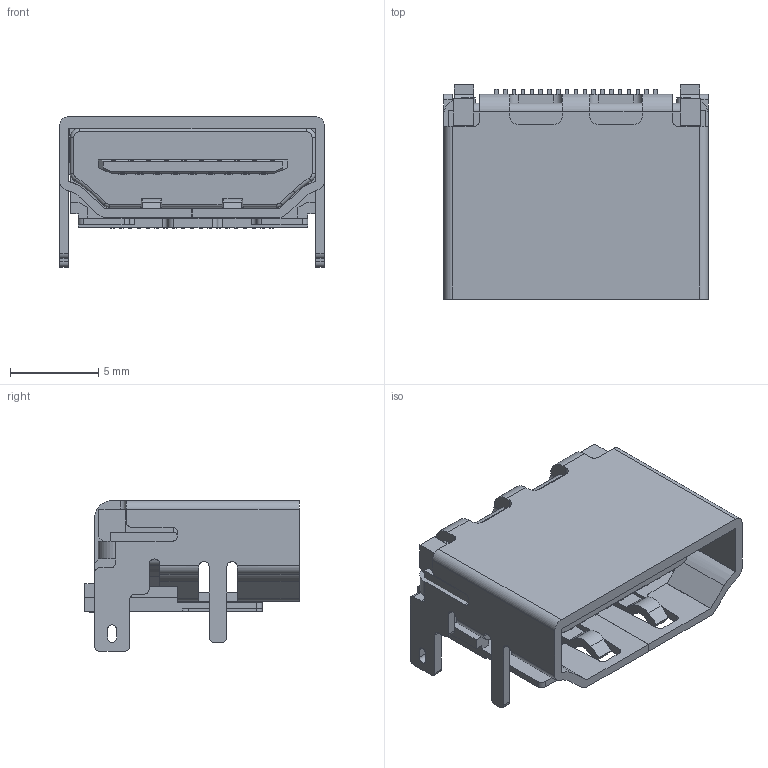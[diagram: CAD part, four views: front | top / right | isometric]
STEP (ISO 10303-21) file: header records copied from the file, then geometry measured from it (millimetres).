
FILE_DESCRIPTION(/* description */ (''),/* implementation_level */ '2;1');
FILE_NAME(/* name */ '1.stp',/* time_stamp */ '2021-04-11T14:18:35+02:00',/* author */ ('k'),/* organization */ (''),/* preprocessor_version */ 'ST-DEVELOPER v15.6',/* originating_system */ 'Autodesk Inventor 2015',/* authorisation */ '');
FILE_SCHEMA (('AUTOMOTIVE_DESIGN { 1 0 10303 214 3 1 1 }'));
Length unit declared in the file: millimetre
Products named in the file (10): 685119134923_Housing; 685119134923_Shielding; 685119134923_Pin1; 685119134923_Pin2; 1; 2; Wurth Elektonik Logo 1; Wurth Elektonik Logo; Download_STP_685119134923 (rev1)
Bounding box: 15 x 12.15 x 8.53 mm (x, y, z)
Volume: 522.7 mm3; surface area: 1904.3 mm2
Topology: 61 solids, 61 shells, 1405 faces, 3808 edges, 2480 vertices
Faces by surface type: plane 975, cylinder 329, bspline 93, torus 8
Entity records: 27971 total; most frequent: CARTESIAN_POINT 5715, ORIENTED_EDGE 4754, DIRECTION 4199, EDGE_CURVE 2377, LINE 1927, VECTOR 1927, VERTEX_POINT 1560, AXIS2_PLACEMENT_3D 1136
